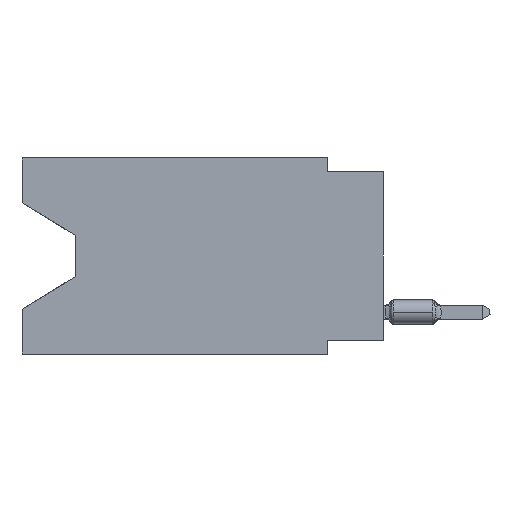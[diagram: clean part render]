
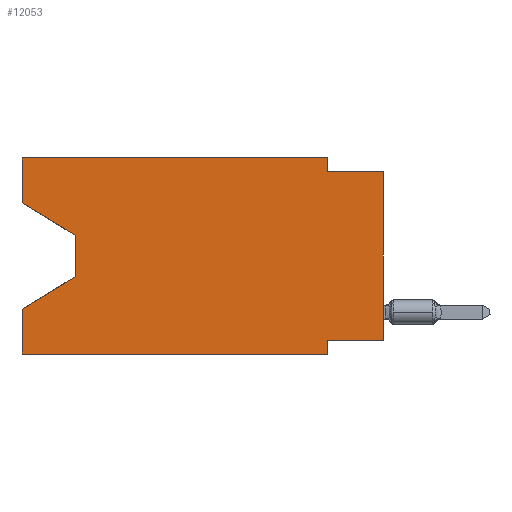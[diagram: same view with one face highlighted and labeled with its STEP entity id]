
A CAD part, left-side view. The second image highlights one B-rep face of the part: STEP entity #12053.
In plain terms, the highlighted planar face has unit normal (-1, 0, 0).
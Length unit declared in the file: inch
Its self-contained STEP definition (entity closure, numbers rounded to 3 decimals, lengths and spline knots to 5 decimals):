
#222 = ORIENTED_EDGE ( 'NONE', *, *, #22590, .T. ) ;
#699 = EDGE_CURVE ( 'NONE', #4503, #17713, #18845, .T. ) ;
#721 = PLANE ( 'NONE',  #6338 ) ;
#800 = CARTESIAN_POINT ( 'NONE',  ( 0., 0.55, -0.212 ) ) ;
#997 = CARTESIAN_POINT ( 'NONE',  ( 0., 0.645, -0.35 ) ) ;
#1199 = EDGE_CURVE ( 'NONE', #7648, #20584, #6101, .T. ) ;
#1443 = CARTESIAN_POINT ( 'NONE',  ( 0., 0.645, 0. ) ) ;
#1989 = DIRECTION ( 'NONE',  ( 0., 0., -1. ) ) ;
#2218 = CARTESIAN_POINT ( 'NONE',  ( 0., 0., -0.025 ) ) ;
#2299 = VERTEX_POINT ( 'NONE', #16497 ) ;
#2419 = CARTESIAN_POINT ( 'NONE',  ( 0., 0.645, 0. ) ) ;
#2583 = VERTEX_POINT ( 'NONE', #6881 ) ;
#2829 = ORIENTED_EDGE ( 'NONE', *, *, #10286, .T. ) ;
#3243 = VECTOR ( 'NONE', #4255, 39.37008 ) ;
#3289 = LINE ( 'NONE', #1443, #9118 ) ;
#3304 = ORIENTED_EDGE ( 'NONE', *, *, #15207, .F. ) ;
#3801 = DIRECTION ( 'NONE',  ( 0., 0., -1. ) ) ;
#3978 = ORIENTED_EDGE ( 'NONE', *, *, #13024, .F. ) ;
#4079 = DIRECTION ( 'NONE',  ( 0., 0., 1. ) ) ;
#4253 = CARTESIAN_POINT ( 'NONE',  ( 0., 0.1, 0. ) ) ;
#4255 = DIRECTION ( 'NONE',  ( 0., 0., 1. ) ) ;
#4503 = VERTEX_POINT ( 'NONE', #4253 ) ;
#4914 = DIRECTION ( 'NONE',  ( 0., 0., -1. ) ) ;
#5321 = ORIENTED_EDGE ( 'NONE', *, *, #1199, .F. ) ;
#5535 = LINE ( 'NONE', #18940, #10281 ) ;
#5733 = CARTESIAN_POINT ( 'NONE',  ( 0., 0., 0. ) ) ;
#5950 = DIRECTION ( 'NONE',  ( 0., 0.855, -0.519 ) ) ;
#5961 = VECTOR ( 'NONE', #6815, 39.37008 ) ;
#5962 = EDGE_CURVE ( 'NONE', #2299, #21724, #16351, .T. ) ;
#5964 = DIRECTION ( 'NONE',  ( 0., -1., 0. ) ) ;
#6081 = CARTESIAN_POINT ( 'NONE',  ( 0., 0., -0.325 ) ) ;
#6101 = LINE ( 'NONE', #2419, #3243 ) ;
#6250 = DIRECTION ( 'NONE',  ( 1., 0., 0. ) ) ;
#6281 = VERTEX_POINT ( 'NONE', #10866 ) ;
#6338 = AXIS2_PLACEMENT_3D ( 'NONE', #15600, #6250, #13753 ) ;
#6803 = VERTEX_POINT ( 'NONE', #18715 ) ;
#6815 = DIRECTION ( 'NONE',  ( 0., -1., 0. ) ) ;
#6881 = CARTESIAN_POINT ( 'NONE',  ( 0., 0.1, -0.35 ) ) ;
#6898 = CARTESIAN_POINT ( 'NONE',  ( 0., 0.645, -0.08025 ) ) ;
#7032 = DIRECTION ( 'NONE',  ( 0., -0.855, -0.519 ) ) ;
#7162 = CARTESIAN_POINT ( 'NONE',  ( 0., 0.645, -0.08025 ) ) ;
#7561 = ORIENTED_EDGE ( 'NONE', *, *, #5962, .T. ) ;
#7648 = VERTEX_POINT ( 'NONE', #997 ) ;
#7809 = LINE ( 'NONE', #22815, #23133 ) ;
#8854 = VERTEX_POINT ( 'NONE', #2218 ) ;
#9118 = VECTOR ( 'NONE', #22104, 39.37008 ) ;
#9489 = CARTESIAN_POINT ( 'NONE',  ( 0., 0.1, 0. ) ) ;
#9727 = CARTESIAN_POINT ( 'NONE',  ( 0., 0.1, -0.025 ) ) ;
#10143 = DIRECTION ( 'NONE',  ( 0., 1., 0. ) ) ;
#10281 = VECTOR ( 'NONE', #3801, 39.37008 ) ;
#10286 = EDGE_CURVE ( 'NONE', #11771, #2299, #20441, .T. ) ;
#10770 = EDGE_LOOP ( 'NONE', ( #2829, #7561, #20949, #5321, #23173, #17028, #3304, #222, #3978, #16136, #18869, #12684 ) ) ;
#10866 = CARTESIAN_POINT ( 'NONE',  ( 0., 0.645, 0. ) ) ;
#11691 = LINE ( 'NONE', #20930, #17025 ) ;
#11771 = VERTEX_POINT ( 'NONE', #6898 ) ;
#11854 = EDGE_CURVE ( 'NONE', #6803, #2583, #5535, .T. ) ;
#11984 = LINE ( 'NONE', #6081, #20118 ) ;
#12053 = ADVANCED_FACE ( 'NONE', ( #19164 ), #721, .F. ) ;
#12684 = ORIENTED_EDGE ( 'NONE', *, *, #16617, .F. ) ;
#13024 = EDGE_CURVE ( 'NONE', #17713, #8854, #21567, .T. ) ;
#13120 = LINE ( 'NONE', #5733, #18963 ) ;
#13699 = CARTESIAN_POINT ( 'NONE',  ( 0., 0.55, -0.212 ) ) ;
#13753 = DIRECTION ( 'NONE',  ( 0., 0., -1. ) ) ;
#14750 = CARTESIAN_POINT ( 'NONE',  ( 0., 0., -0.325 ) ) ;
#15089 = EDGE_CURVE ( 'NONE', #6281, #4503, #3289, .T. ) ;
#15207 = EDGE_CURVE ( 'NONE', #20934, #6803, #11984, .T. ) ;
#15600 = CARTESIAN_POINT ( 'NONE',  ( 0., 0.645, 0. ) ) ;
#16136 = ORIENTED_EDGE ( 'NONE', *, *, #699, .F. ) ;
#16160 = CARTESIAN_POINT ( 'NONE',  ( 0., 0., -0.025 ) ) ;
#16279 = VECTOR ( 'NONE', #7032, 39.37008 ) ;
#16351 = LINE ( 'NONE', #23738, #19655 ) ;
#16497 = CARTESIAN_POINT ( 'NONE',  ( 0., 0.55, -0.138 ) ) ;
#16617 = EDGE_CURVE ( 'NONE', #11771, #6281, #11691, .T. ) ;
#17025 = VECTOR ( 'NONE', #4079, 39.37008 ) ;
#17028 = ORIENTED_EDGE ( 'NONE', *, *, #11854, .F. ) ;
#17713 = VERTEX_POINT ( 'NONE', #9727 ) ;
#18715 = CARTESIAN_POINT ( 'NONE',  ( 0., 0.1, -0.325 ) ) ;
#18845 = LINE ( 'NONE', #9489, #21220 ) ;
#18869 = ORIENTED_EDGE ( 'NONE', *, *, #15089, .F. ) ;
#18940 = CARTESIAN_POINT ( 'NONE',  ( 0., 0.1, -0.35 ) ) ;
#18953 = EDGE_CURVE ( 'NONE', #7648, #2583, #7809, .T. ) ;
#18963 = VECTOR ( 'NONE', #24084, 39.37008 ) ;
#19164 = FACE_OUTER_BOUND ( 'NONE', #10770, .T. ) ;
#19235 = LINE ( 'NONE', #13699, #20764 ) ;
#19655 = VECTOR ( 'NONE', #4914, 39.37008 ) ;
#20097 = CARTESIAN_POINT ( 'NONE',  ( 0., 0.645, -0.26975 ) ) ;
#20118 = VECTOR ( 'NONE', #10143, 39.37008 ) ;
#20231 = EDGE_CURVE ( 'NONE', #21724, #20584, #19235, .T. ) ;
#20441 = LINE ( 'NONE', #7162, #16279 ) ;
#20584 = VERTEX_POINT ( 'NONE', #20097 ) ;
#20764 = VECTOR ( 'NONE', #5950, 39.37008 ) ;
#20930 = CARTESIAN_POINT ( 'NONE',  ( 0., 0.645, 0. ) ) ;
#20934 = VERTEX_POINT ( 'NONE', #14750 ) ;
#20949 = ORIENTED_EDGE ( 'NONE', *, *, #20231, .T. ) ;
#21220 = VECTOR ( 'NONE', #1989, 39.37008 ) ;
#21567 = LINE ( 'NONE', #16160, #5961 ) ;
#21724 = VERTEX_POINT ( 'NONE', #800 ) ;
#22104 = DIRECTION ( 'NONE',  ( 0., -1., 0. ) ) ;
#22590 = EDGE_CURVE ( 'NONE', #20934, #8854, #13120, .T. ) ;
#22815 = CARTESIAN_POINT ( 'NONE',  ( 0., 0.645, -0.35 ) ) ;
#23133 = VECTOR ( 'NONE', #5964, 39.37008 ) ;
#23173 = ORIENTED_EDGE ( 'NONE', *, *, #18953, .T. ) ;
#23738 = CARTESIAN_POINT ( 'NONE',  ( 0., 0.55, -0.138 ) ) ;
#24084 = DIRECTION ( 'NONE',  ( 0., 0., 1. ) ) ;
